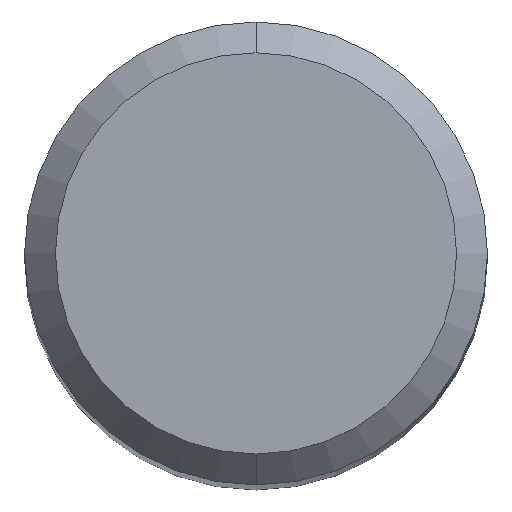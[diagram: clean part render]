
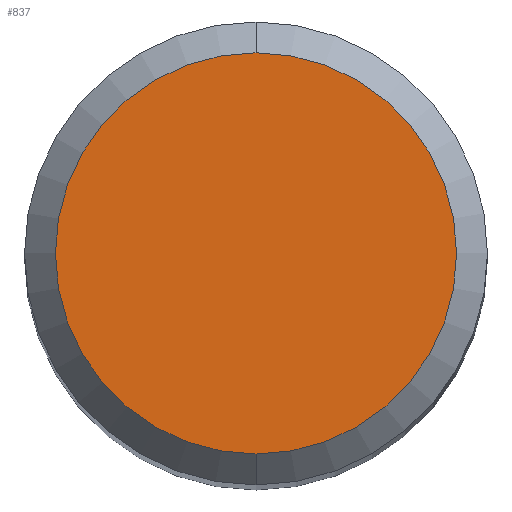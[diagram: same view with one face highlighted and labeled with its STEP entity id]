
A CAD part, top view. The second image highlights one B-rep face of the part: STEP entity #837.
In plain terms, the highlighted planar face has unit normal (0, 0, 1).
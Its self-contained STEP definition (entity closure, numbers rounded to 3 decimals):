
#425=VERTEX_POINT('',#1158);
#427=EDGE_CURVE('',#425,#925,#1160,.T.);
#837=ADVANCED_FACE('',(#1608),#1609,.T.);
#925=VERTEX_POINT('',#1707);
#1013=EDGE_CURVE('',#925,#425,#1803,.T.);
#1158=CARTESIAN_POINT('',(0.,-2.6,0.0));
#1160=CIRCLE('',#2005,2.6);
#1608=FACE_OUTER_BOUND('',#3914,.T.);
#1609=PLANE('',#3915);
#1707=CARTESIAN_POINT('',(0.0,2.6,0.0));
#1803=CIRCLE('',#4969,2.6);
#2005=AXIS2_PLACEMENT_3D('',#5214,#5215,#5216);
#3914=EDGE_LOOP('',(#5687,#5688));
#3915=AXIS2_PLACEMENT_3D('',#5689,#5690,#5691);
#4969=AXIS2_PLACEMENT_3D('',#5893,#5894,#5895);
#5214=CARTESIAN_POINT('',(0.0,0.0,0.0));
#5215=DIRECTION('',(0.0,0.0,-1.0));
#5216=DIRECTION('',(0.0,1.0,0.0));
#5687=ORIENTED_EDGE('',*,*,#1013,.F.);
#5688=ORIENTED_EDGE('',*,*,#427,.F.);
#5689=CARTESIAN_POINT('',(0.0,1.3,0.0));
#5690=DIRECTION('',(-0.0,0.0,1.0));
#5691=DIRECTION('',(0.0,-1.0,0.0));
#5893=CARTESIAN_POINT('',(0.0,0.0,0.0));
#5894=DIRECTION('',(0.0,0.0,-1.0));
#5895=DIRECTION('',(0.0,1.0,0.0));
